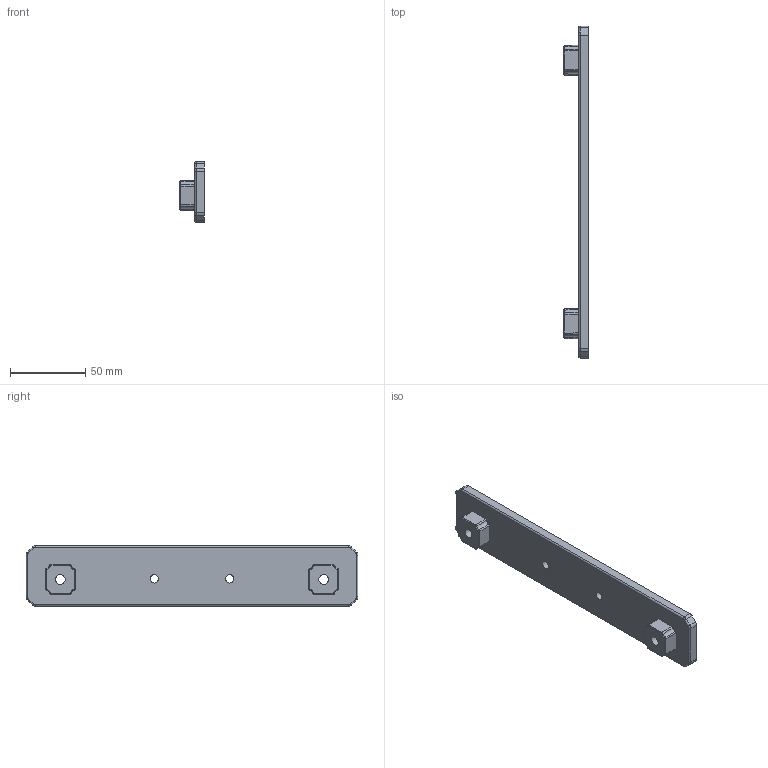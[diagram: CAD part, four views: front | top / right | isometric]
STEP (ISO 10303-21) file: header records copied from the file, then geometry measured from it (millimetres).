
FILE_DESCRIPTION(/* description */ (''),/* implementation_level */ '2;1');
FILE_NAME(/* name */ 'Y_Tubes_Front.step',/* time_stamp */ '2021-08-05T09:17:51-05:00',/* author */ (''),/* organization */ (''),/* preprocessor_version */ 'ST-DEVELOPER v18.1',/* originating_system */ 'Autodesk Translation Framework v10.9.0.1377',/* authorisation */ '');
FILE_SCHEMA (('AUTOMOTIVE_DESIGN { 1 0 10303 214 3 1 1 }'));
Length unit declared in the file: millimetre
Products named in the file (1): Y_Tubes_Front
Bounding box: 16.35 x 220 x 40 mm (x, y, z)
Volume: 61305.1 mm3; surface area: 22519.5 mm2
Topology: 1 solids, 1 shells, 136 faces, 348 edges, 216 vertices
Faces by surface type: bspline 64, cylinder 28, plane 28, torus 8, cone 8
Full cylindrical faces by diameter (mm): 5.5 x2, 6.4 x2
Entity records: 5888 total; most frequent: CARTESIAN_POINT 2877, ORIENTED_EDGE 696, DIRECTION 486, EDGE_CURVE 348, VERTEX_POINT 216, AXIS2_PLACEMENT_3D 177, EDGE_LOOP 146, FACE_OUTER_BOUND 136
